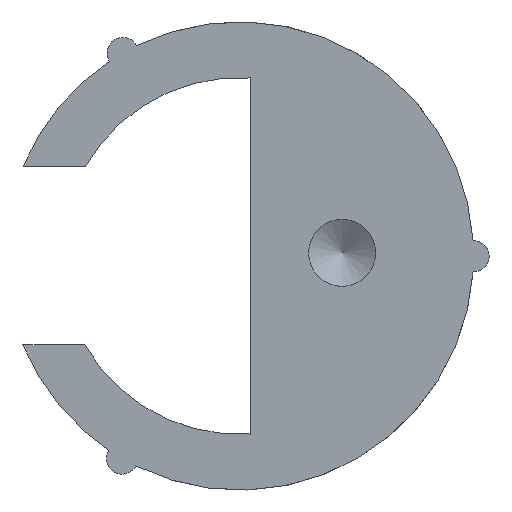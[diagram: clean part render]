
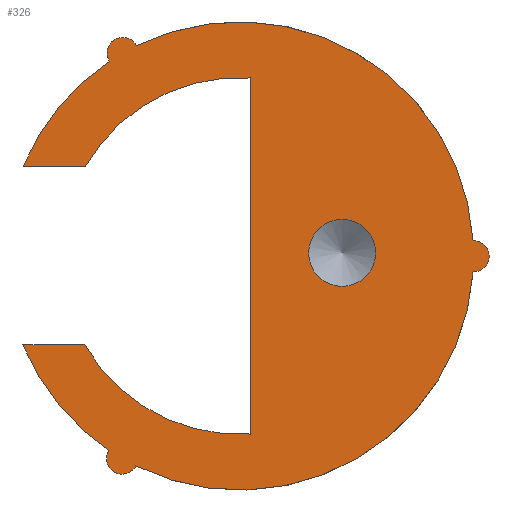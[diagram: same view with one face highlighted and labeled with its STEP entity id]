
A CAD part, front view. The second image highlights one B-rep face of the part: STEP entity #326.
In plain terms, the highlighted planar face has unit normal (0, -1, 0).
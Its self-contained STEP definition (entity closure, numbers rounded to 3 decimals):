
#19=FACE_BOUND('',#68,.T.);
#24=PLANE('',#375);
#49=FACE_OUTER_BOUND('',#67,.T.);
#67=EDGE_LOOP('',(#272,#273,#274,#275,#276,#277,#278,#279,#280,#281,#282,
#283));
#68=EDGE_LOOP('',(#284));
#82=LINE('',#539,#106);
#90=LINE('',#566,#114);
#92=LINE('',#577,#116);
#106=VECTOR('',#430,10.);
#114=VECTOR('',#460,10.);
#116=VECTOR('',#474,10.);
#123=CIRCLE('',#350,1.5);
#129=CIRCLE('',#358,8.);
#130=CIRCLE('',#360,8.);
#131=CIRCLE('',#363,10.5);
#132=CIRCLE('',#365,0.7);
#134=CIRCLE('',#368,0.7);
#136=CIRCLE('',#371,10.5);
#138=CIRCLE('',#376,10.5);
#139=CIRCLE('',#377,0.7);
#140=CIRCLE('',#378,10.5);
#146=VERTEX_POINT('',#506);
#155=VERTEX_POINT('',#526);
#156=VERTEX_POINT('',#528);
#157=VERTEX_POINT('',#532);
#158=VERTEX_POINT('',#534);
#159=VERTEX_POINT('',#538);
#160=VERTEX_POINT('',#542);
#161=VERTEX_POINT('',#546);
#164=VERTEX_POINT('',#553);
#165=VERTEX_POINT('',#555);
#167=VERTEX_POINT('',#561);
#169=VERTEX_POINT('',#572);
#170=VERTEX_POINT('',#574);
#177=EDGE_CURVE('',#146,#146,#123,.T.);
#187=EDGE_CURVE('',#156,#155,#129,.T.);
#190=EDGE_CURVE('',#158,#157,#130,.T.);
#192=EDGE_CURVE('',#159,#158,#82,.T.);
#194=EDGE_CURVE('',#160,#159,#131,.T.);
#196=EDGE_CURVE('',#161,#160,#132,.T.);
#200=EDGE_CURVE('',#165,#164,#134,.T.);
#203=EDGE_CURVE('',#167,#165,#136,.T.);
#206=EDGE_CURVE('',#155,#167,#90,.T.);
#209=EDGE_CURVE('',#164,#169,#138,.T.);
#210=EDGE_CURVE('',#169,#170,#139,.T.);
#211=EDGE_CURVE('',#170,#161,#140,.T.);
#212=EDGE_CURVE('',#157,#156,#92,.T.);
#272=ORIENTED_EDGE('',*,*,#206,.T.);
#273=ORIENTED_EDGE('',*,*,#203,.T.);
#274=ORIENTED_EDGE('',*,*,#200,.T.);
#275=ORIENTED_EDGE('',*,*,#209,.T.);
#276=ORIENTED_EDGE('',*,*,#210,.T.);
#277=ORIENTED_EDGE('',*,*,#211,.T.);
#278=ORIENTED_EDGE('',*,*,#196,.T.);
#279=ORIENTED_EDGE('',*,*,#194,.T.);
#280=ORIENTED_EDGE('',*,*,#192,.T.);
#281=ORIENTED_EDGE('',*,*,#190,.T.);
#282=ORIENTED_EDGE('',*,*,#212,.T.);
#283=ORIENTED_EDGE('',*,*,#187,.T.);
#284=ORIENTED_EDGE('',*,*,#177,.T.);
#326=ADVANCED_FACE('',(#49,#19),#24,.F.);
#350=AXIS2_PLACEMENT_3D('',#507,#399,#400);
#358=AXIS2_PLACEMENT_3D('',#529,#419,#420);
#360=AXIS2_PLACEMENT_3D('',#535,#425,#426);
#363=AXIS2_PLACEMENT_3D('',#543,#434,#435);
#365=AXIS2_PLACEMENT_3D('',#547,#439,#440);
#368=AXIS2_PLACEMENT_3D('',#556,#447,#448);
#371=AXIS2_PLACEMENT_3D('',#562,#454,#455);
#375=AXIS2_PLACEMENT_3D('',#571,#466,#467);
#376=AXIS2_PLACEMENT_3D('',#573,#468,#469);
#377=AXIS2_PLACEMENT_3D('',#575,#470,#471);
#378=AXIS2_PLACEMENT_3D('',#576,#472,#473);
#399=DIRECTION('center_axis',(0.,1.,0.));
#400=DIRECTION('ref_axis',(0.,0.,-1.));
#419=DIRECTION('center_axis',(0.,1.,0.));
#420=DIRECTION('ref_axis',(1.,0.,0.));
#425=DIRECTION('center_axis',(0.,1.,0.));
#426=DIRECTION('ref_axis',(1.,0.,0.));
#430=DIRECTION('',(1.,0.,0.));
#434=DIRECTION('center_axis',(0.,-1.,0.));
#435=DIRECTION('ref_axis',(-0.555,0.,0.832));
#439=DIRECTION('center_axis',(0.,-1.,0.));
#440=DIRECTION('ref_axis',(0.883,0.,0.47));
#447=DIRECTION('center_axis',(0.,-1.,0.));
#448=DIRECTION('ref_axis',(-0.848,0.,0.53));
#454=DIRECTION('center_axis',(0.,-1.,0.));
#455=DIRECTION('ref_axis',(-0.555,0.,0.832));
#460=DIRECTION('',(-1.,0.,0.));
#466=DIRECTION('center_axis',(0.,1.,0.));
#467=DIRECTION('ref_axis',(1.,0.,0.));
#468=DIRECTION('center_axis',(0.,-1.,0.));
#469=DIRECTION('ref_axis',(-0.443,0.,-0.897));
#470=DIRECTION('center_axis',(0.,-1.,0.));
#471=DIRECTION('ref_axis',(-0.035,0.,-0.999));
#472=DIRECTION('center_axis',(0.,-1.,0.));
#473=DIRECTION('ref_axis',(0.998,0.,0.065));
#474=DIRECTION('',(0.,0.,-1.));
#506=CARTESIAN_POINT('',(4.603,-17.,1.638));
#507=CARTESIAN_POINT('Origin',(4.603,-17.,0.138));
#526=CARTESIAN_POINT('',(-6.939,-17.,-3.982));
#528=CARTESIAN_POINT('',(0.501,-17.,-7.984));
#529=CARTESIAN_POINT('Origin',(0.,-17.,0.));
#532=CARTESIAN_POINT('',(0.501,-17.,7.984));
#534=CARTESIAN_POINT('',(-6.914,-17.,4.024));
#535=CARTESIAN_POINT('Origin',(0.,-17.,0.));
#538=CARTESIAN_POINT('',(-9.698,-17.,4.024));
#539=CARTESIAN_POINT('',(0.,-17.,4.024));
#542=CARTESIAN_POINT('',(-5.831,-17.,8.732));
#543=CARTESIAN_POINT('Origin',(0.,-17.,0.));
#546=CARTESIAN_POINT('',(-4.618,-17.,9.43));
#547=CARTESIAN_POINT('Origin',(-5.236,-17.,9.101));
#553=CARTESIAN_POINT('',(-4.647,-17.,-9.416));
#555=CARTESIAN_POINT('',(-5.857,-17.,-8.714));
#556=CARTESIAN_POINT('Origin',(-5.264,-17.,-9.085));
#561=CARTESIAN_POINT('',(-9.716,-17.,-3.982));
#562=CARTESIAN_POINT('Origin',(0.,-17.,0.));
#566=CARTESIAN_POINT('',(-20.,-17.,-3.982));
#571=CARTESIAN_POINT('Origin',(0.742,-17.,0.));
#572=CARTESIAN_POINT('',(10.476,-17.,-0.715));
#573=CARTESIAN_POINT('Origin',(0.,-17.,0.));
#574=CARTESIAN_POINT('',(10.478,-17.,0.684));
#575=CARTESIAN_POINT('Origin',(10.5,-17.,-0.016));
#576=CARTESIAN_POINT('Origin',(0.,-17.,0.));
#577=CARTESIAN_POINT('',(0.501,-17.,-14.039));
